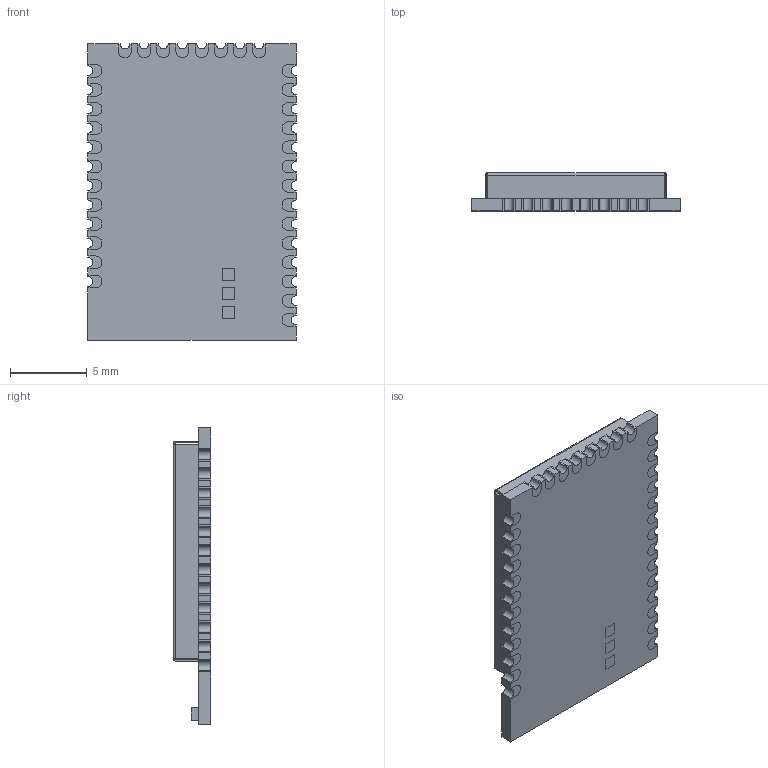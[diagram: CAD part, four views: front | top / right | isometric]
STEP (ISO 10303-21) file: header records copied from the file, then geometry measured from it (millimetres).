
FILE_DESCRIPTION (( 'STEP AP214' ), '1' );
FILE_NAME ('XB3-24Z8CM-J.STEP', '2018-09-11T07:10:35', ( '' ), ( '' ), 'SwSTEP 2.0', 'SolidWorks 2017', '' );
FILE_SCHEMA (( 'AUTOMOTIVE_DESIGN' ));
Length unit declared in the file: inch
Products named in the file (1): XB3-24Z8CM-J
Bounding box: 13.56 x 2.46 x 19.3 mm (x, y, z)
Volume: 227.3 mm3; surface area: 1208.2 mm2
Topology: 40 solids, 40 shells, 635 faces, 1624 edges, 1072 vertices
Faces by surface type: plane 509, cylinder 118, bspline 8
Entity records: 23979 total; most frequent: CARTESIAN_POINT 3756, ORIENTED_EDGE 3248, DIRECTION 3084, EDGE_CURVE 1624, VECTOR 1388, LINE 1388, VERTEX_POINT 1072, AXIS2_PLACEMENT_3D 848
